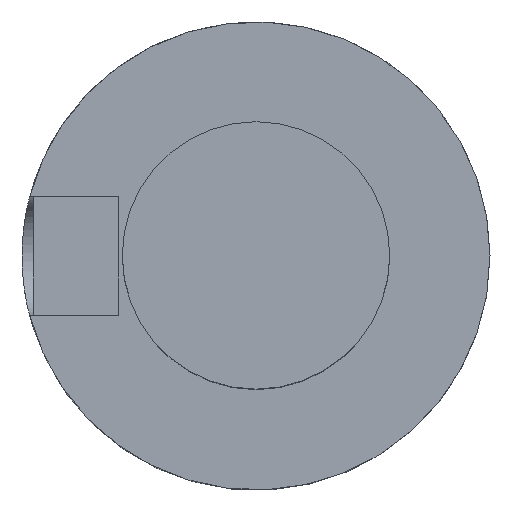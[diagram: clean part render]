
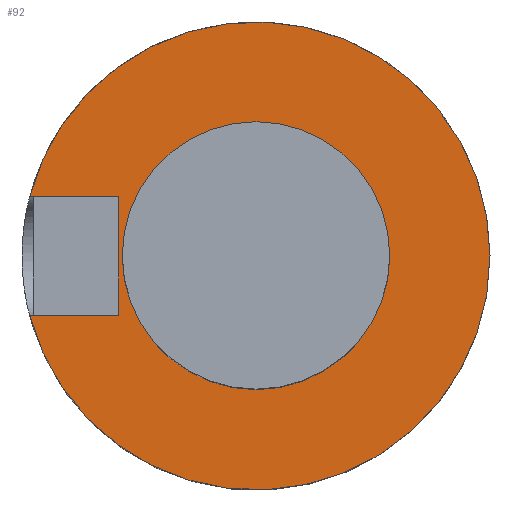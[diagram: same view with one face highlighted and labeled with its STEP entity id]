
A CAD part, top view. The second image highlights one B-rep face of the part: STEP entity #92.
In plain terms, the highlighted planar face has unit normal (0, 0, 1).
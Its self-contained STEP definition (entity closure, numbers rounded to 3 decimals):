
#69=CIRCLE('',#828,31.5);
#92=ADVANCED_FACE('',(#166),#134,.F.);
#134=PLANE('',#829);
#166=FACE_OUTER_BOUND('',#206,.T.);
#206=EDGE_LOOP('',(#253,#254,#255,#256));
#253=ORIENTED_EDGE('',*,*,#531,.T.);
#254=ORIENTED_EDGE('',*,*,#532,.T.);
#255=ORIENTED_EDGE('',*,*,#533,.T.);
#256=ORIENTED_EDGE('',*,*,#534,.F.);
#461=VERTEX_POINT('',#1125);
#462=VERTEX_POINT('',#1126);
#463=VERTEX_POINT('',#1128);
#464=VERTEX_POINT('',#1130);
#531=EDGE_CURVE('',#461,#462,#635,.T.);
#532=EDGE_CURVE('',#462,#463,#636,.T.);
#533=EDGE_CURVE('',#463,#464,#69,.T.);
#534=EDGE_CURVE('',#461,#464,#637,.T.);
#635=LINE('',#1124,#716);
#636=LINE('',#1127,#717);
#637=LINE('',#1131,#718);
#716=VECTOR('',#907,1.);
#717=VECTOR('',#908,1.);
#718=VECTOR('',#911,1.);
#828=AXIS2_PLACEMENT_3D('',#1129,#909,#910);
#829=AXIS2_PLACEMENT_3D('',#1132,#912,#913);
#907=DIRECTION('',(0.,-1.,0.));
#908=DIRECTION('',(-1.,0.,0.));
#909=DIRECTION('',(0.,0.,1.));
#910=DIRECTION('',(1.,0.,0.));
#911=DIRECTION('',(-1.,0.,0.));
#912=DIRECTION('',(0.,0.,-1.));
#913=DIRECTION('',(-1.,0.,0.));
#1124=CARTESIAN_POINT('',(-18.5,0.,0.));
#1125=CARTESIAN_POINT('',(-18.5,8.01,0.));
#1126=CARTESIAN_POINT('',(-18.5,-8.01,0.));
#1127=CARTESIAN_POINT('',(-18.5,-8.01,0.));
#1128=CARTESIAN_POINT('',(-30.465,-8.01,0.));
#1129=CARTESIAN_POINT('',(0.,0.,0.));
#1130=CARTESIAN_POINT('',(-30.465,8.01,0.));
#1131=CARTESIAN_POINT('',(0.,8.01,0.));
#1132=CARTESIAN_POINT('',(0.,0.,0.));
